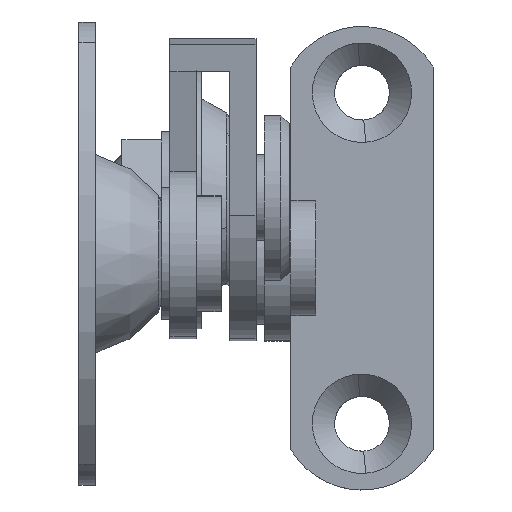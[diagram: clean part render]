
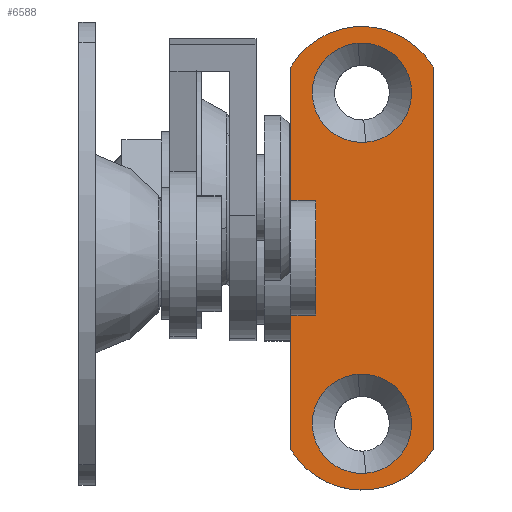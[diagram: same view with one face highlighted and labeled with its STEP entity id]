
A CAD part, top view. The second image highlights one B-rep face of the part: STEP entity #6588.
In plain terms, the highlighted free-form (B-spline) face has degree [1, 1] with [2, 2] control points.
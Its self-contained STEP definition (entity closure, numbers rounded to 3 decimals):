
#5483=CARTESIAN_POINT('',(11.365,9.491,-81.));
#5484=VERTEX_POINT('',#5483);
#5490=CARTESIAN_POINT('',(8.6,6.5,-81.));
#5491=VERTEX_POINT('',#5490);
#5492=CARTESIAN_POINT('',(8.6,6.5,-81.));
#5493=CARTESIAN_POINT('',(8.6,9.273,-81.));
#5494=CARTESIAN_POINT('',(11.365,9.491,-81.));
#5502=(BOUNDED_CURVE()B_SPLINE_CURVE(2,(#5492,#5493,#5494),.UNSPECIFIED.,.F.,.U.)B_SPLINE_CURVE_WITH_KNOTS((3,3),(0.0,0.236),.UNSPECIFIED.)CURVE()GEOMETRIC_REPRESENTATION_ITEM()RATIONAL_B_SPLINE_CURVE((1.0,0.723,0.97))REPRESENTATION_ITEM(''));
#5503=EDGE_CURVE('',#5491,#5484,#5502,.T.);
#5505=CARTESIAN_POINT('',(11.835,3.509,-81.));
#5506=VERTEX_POINT('',#5505);
#5507=CARTESIAN_POINT('',(11.835,3.509,-81.));
#5508=CARTESIAN_POINT('',(11.718,3.5,-81.));
#5509=CARTESIAN_POINT('',(11.6,3.5,-81.));
#5510=CARTESIAN_POINT('',(8.6,3.5,-81.));
#5511=CARTESIAN_POINT('',(8.6,6.5,-81.));
#5519=(BOUNDED_CURVE()B_SPLINE_CURVE(2,(#5507,#5508,#5509,#5510,#5511),.UNSPECIFIED.,.F.,.U.)B_SPLINE_CURVE_WITH_KNOTS((3,2,3),(0.736,0.75,1.0),.UNSPECIFIED.)CURVE()GEOMETRIC_REPRESENTATION_ITEM()RATIONAL_B_SPLINE_CURVE((0.97,0.984,1.0,0.707,1.0))REPRESENTATION_ITEM(''));
#5520=EDGE_CURVE('',#5506,#5491,#5519,.T.);
#5557=CARTESIAN_POINT('',(14.6,6.5,-81.));
#5558=VERTEX_POINT('',#5557);
#5559=CARTESIAN_POINT('',(14.6,6.5,-81.));
#5560=CARTESIAN_POINT('',(14.6,3.727,-81.));
#5561=CARTESIAN_POINT('',(11.835,3.509,-81.));
#5569=(BOUNDED_CURVE()B_SPLINE_CURVE(2,(#5559,#5560,#5561),.UNSPECIFIED.,.F.,.U.)B_SPLINE_CURVE_WITH_KNOTS((3,3),(0.5,0.736),.UNSPECIFIED.)CURVE()GEOMETRIC_REPRESENTATION_ITEM()RATIONAL_B_SPLINE_CURVE((1.0,0.723,0.97))REPRESENTATION_ITEM(''));
#5570=EDGE_CURVE('',#5558,#5506,#5569,.T.);
#5572=CARTESIAN_POINT('',(11.365,9.491,-81.));
#5573=CARTESIAN_POINT('',(11.482,9.5,-81.));
#5574=CARTESIAN_POINT('',(11.6,9.5,-81.));
#5575=CARTESIAN_POINT('',(14.6,9.5,-81.));
#5576=CARTESIAN_POINT('',(14.6,6.5,-81.));
#5584=(BOUNDED_CURVE()B_SPLINE_CURVE(2,(#5572,#5573,#5574,#5575,#5576),.UNSPECIFIED.,.F.,.U.)B_SPLINE_CURVE_WITH_KNOTS((3,2,3),(0.236,0.25,0.5),.UNSPECIFIED.)CURVE()GEOMETRIC_REPRESENTATION_ITEM()RATIONAL_B_SPLINE_CURVE((0.97,0.984,1.0,0.707,1.0))REPRESENTATION_ITEM(''));
#5585=EDGE_CURVE('',#5484,#5558,#5584,.T.);
#5811=CARTESIAN_POINT('',(11.365,-10.509,-81.));
#5812=VERTEX_POINT('',#5811);
#5818=CARTESIAN_POINT('',(8.6,-13.5,-81.));
#5819=VERTEX_POINT('',#5818);
#5820=CARTESIAN_POINT('',(8.6,-13.5,-81.));
#5821=CARTESIAN_POINT('',(8.6,-10.727,-81.));
#5822=CARTESIAN_POINT('',(11.365,-10.509,-81.));
#5830=(BOUNDED_CURVE()B_SPLINE_CURVE(2,(#5820,#5821,#5822),.UNSPECIFIED.,.F.,.U.)B_SPLINE_CURVE_WITH_KNOTS((3,3),(0.0,0.236),.UNSPECIFIED.)CURVE()GEOMETRIC_REPRESENTATION_ITEM()RATIONAL_B_SPLINE_CURVE((1.0,0.723,0.97))REPRESENTATION_ITEM(''));
#5831=EDGE_CURVE('',#5819,#5812,#5830,.T.);
#5833=CARTESIAN_POINT('',(11.835,-16.491,-81.));
#5834=VERTEX_POINT('',#5833);
#5835=CARTESIAN_POINT('',(11.835,-16.491,-81.));
#5836=CARTESIAN_POINT('',(11.718,-16.5,-81.));
#5837=CARTESIAN_POINT('',(11.6,-16.5,-81.));
#5838=CARTESIAN_POINT('',(8.6,-16.5,-81.));
#5839=CARTESIAN_POINT('',(8.6,-13.5,-81.));
#5847=(BOUNDED_CURVE()B_SPLINE_CURVE(2,(#5835,#5836,#5837,#5838,#5839),.UNSPECIFIED.,.F.,.U.)B_SPLINE_CURVE_WITH_KNOTS((3,2,3),(0.736,0.75,1.0),.UNSPECIFIED.)CURVE()GEOMETRIC_REPRESENTATION_ITEM()RATIONAL_B_SPLINE_CURVE((0.97,0.984,1.0,0.707,1.0))REPRESENTATION_ITEM(''));
#5848=EDGE_CURVE('',#5834,#5819,#5847,.T.);
#5885=CARTESIAN_POINT('',(14.6,-13.5,-81.));
#5886=VERTEX_POINT('',#5885);
#5887=CARTESIAN_POINT('',(14.6,-13.5,-81.));
#5888=CARTESIAN_POINT('',(14.6,-16.273,-81.));
#5889=CARTESIAN_POINT('',(11.835,-16.491,-81.));
#5897=(BOUNDED_CURVE()B_SPLINE_CURVE(2,(#5887,#5888,#5889),.UNSPECIFIED.,.F.,.U.)B_SPLINE_CURVE_WITH_KNOTS((3,3),(0.5,0.736),.UNSPECIFIED.)CURVE()GEOMETRIC_REPRESENTATION_ITEM()RATIONAL_B_SPLINE_CURVE((1.0,0.723,0.97))REPRESENTATION_ITEM(''));
#5898=EDGE_CURVE('',#5886,#5834,#5897,.T.);
#5900=CARTESIAN_POINT('',(11.365,-10.509,-81.));
#5901=CARTESIAN_POINT('',(11.482,-10.5,-81.));
#5902=CARTESIAN_POINT('',(11.6,-10.5,-81.));
#5903=CARTESIAN_POINT('',(14.6,-10.5,-81.));
#5904=CARTESIAN_POINT('',(14.6,-13.5,-81.));
#5912=(BOUNDED_CURVE()B_SPLINE_CURVE(2,(#5900,#5901,#5902,#5903,#5904),.UNSPECIFIED.,.F.,.U.)B_SPLINE_CURVE_WITH_KNOTS((3,2,3),(0.236,0.25,0.5),.UNSPECIFIED.)CURVE()GEOMETRIC_REPRESENTATION_ITEM()RATIONAL_B_SPLINE_CURVE((0.97,0.984,1.0,0.707,1.0))REPRESENTATION_ITEM(''));
#5913=EDGE_CURVE('',#5812,#5886,#5912,.T.);
#6233=CARTESIAN_POINT('',(7.3,1.5,-81.));
#6234=VERTEX_POINT('',#6233);
#6262=CARTESIAN_POINT('',(7.3,-8.5,-81.));
#6263=VERTEX_POINT('',#6262);
#6328=CARTESIAN_POINT('',(7.3,1.5,-81.));
#6329=CARTESIAN_POINT('',(7.3,-8.5,-81.));
#6330=QUASI_UNIFORM_CURVE('',1,(#6328,#6329),.UNSPECIFIED.,.F.,.U.);
#6331=EDGE_CURVE('',#6234,#6263,#6330,.T.);
#6378=CARTESIAN_POINT('',(7.3,8.051,-81.));
#6379=VERTEX_POINT('',#6378);
#6385=CARTESIAN_POINT('',(15.9,8.051,-81.));
#6386=VERTEX_POINT('',#6385);
#6387=CARTESIAN_POINT('',(7.3,8.051,-81.));
#6388=CARTESIAN_POINT('',(8.753,10.5,-81.));
#6389=CARTESIAN_POINT('',(11.6,10.5,-81.));
#6390=CARTESIAN_POINT('',(14.447,10.5,-81.));
#6391=CARTESIAN_POINT('',(15.9,8.051,-81.));
#6399=(BOUNDED_CURVE()B_SPLINE_CURVE(2,(#6387,#6388,#6389,#6390,#6391),.UNSPECIFIED.,.F.,.U.)B_SPLINE_CURVE_WITH_KNOTS((3,2,3),(0.0,0.5,1.0),.UNSPECIFIED.)CURVE()GEOMETRIC_REPRESENTATION_ITEM()RATIONAL_B_SPLINE_CURVE((1.0,0.869,1.0,0.869,1.0))REPRESENTATION_ITEM(''));
#6400=EDGE_CURVE('',#6379,#6386,#6399,.T.);
#6423=CARTESIAN_POINT('',(15.9,-15.052,-81.));
#6424=VERTEX_POINT('',#6423);
#6425=CARTESIAN_POINT('',(15.9,-15.052,-81.));
#6426=CARTESIAN_POINT('',(15.9,8.051,-81.));
#6427=QUASI_UNIFORM_CURVE('',1,(#6425,#6426),.UNSPECIFIED.,.F.,.U.);
#6428=EDGE_CURVE('',#6424,#6386,#6427,.T.);
#6470=CARTESIAN_POINT('',(7.3,-15.051,-81.));
#6471=VERTEX_POINT('',#6470);
#6472=CARTESIAN_POINT('',(15.9,-15.052,-81.));
#6473=CARTESIAN_POINT('',(14.447,-17.5,-81.));
#6474=CARTESIAN_POINT('',(11.6,-17.5,-81.));
#6475=CARTESIAN_POINT('',(8.753,-17.5,-81.));
#6476=CARTESIAN_POINT('',(7.3,-15.051,-81.));
#6484=(BOUNDED_CURVE()B_SPLINE_CURVE(2,(#6472,#6473,#6474,#6475,#6476),.UNSPECIFIED.,.F.,.U.)B_SPLINE_CURVE_WITH_KNOTS((3,2,3),(0.0,0.5,1.0),.UNSPECIFIED.)CURVE()GEOMETRIC_REPRESENTATION_ITEM()RATIONAL_B_SPLINE_CURVE((1.0,0.869,1.0,0.869,1.0))REPRESENTATION_ITEM(''));
#6485=EDGE_CURVE('',#6424,#6471,#6484,.T.);
#6506=CARTESIAN_POINT('',(7.3,8.051,-81.));
#6507=CARTESIAN_POINT('',(7.3,1.5,-81.));
#6508=QUASI_UNIFORM_CURVE('',1,(#6506,#6507),.UNSPECIFIED.,.F.,.U.);
#6509=EDGE_CURVE('',#6379,#6234,#6508,.T.);
#6520=CARTESIAN_POINT('',(7.3,-8.5,-81.));
#6521=CARTESIAN_POINT('',(7.3,-15.051,-81.));
#6522=QUASI_UNIFORM_CURVE('',1,(#6520,#6521),.UNSPECIFIED.,.F.,.U.);
#6523=EDGE_CURVE('',#6263,#6471,#6522,.T.);
#6563=CARTESIAN_POINT('',(6.87,-18.899,-81.));
#6564=CARTESIAN_POINT('',(16.33,-18.899,-81.));
#6565=CARTESIAN_POINT('',(6.87,11.899,-81.));
#6566=CARTESIAN_POINT('',(16.33,11.899,-81.));
#6567=B_SPLINE_SURFACE_WITH_KNOTS('',1,1,((#6563,#6565),(#6564,#6566)),.UNSPECIFIED.,.F.,.F.,.U.,(2,2),(2,2),(0.0,9.459),(0.0,30.797),.UNSPECIFIED.);
#6568=ORIENTED_EDGE('',*,*,#6509,.T.);
#6569=ORIENTED_EDGE('',*,*,#6331,.T.);
#6570=ORIENTED_EDGE('',*,*,#6523,.T.);
#6571=ORIENTED_EDGE('',*,*,#6485,.F.);
#6572=ORIENTED_EDGE('',*,*,#6428,.T.);
#6573=ORIENTED_EDGE('',*,*,#6400,.F.);
#6574=EDGE_LOOP('',(#6568,#6569,#6570,#6571,#6572,#6573));
#6575=FACE_OUTER_BOUND('',#6574,.T.);
#6576=ORIENTED_EDGE('',*,*,#5898,.T.);
#6577=ORIENTED_EDGE('',*,*,#5848,.T.);
#6578=ORIENTED_EDGE('',*,*,#5831,.T.);
#6579=ORIENTED_EDGE('',*,*,#5913,.T.);
#6580=EDGE_LOOP('',(#6576,#6577,#6578,#6579));
#6581=FACE_BOUND('',#6580,.T.);
#6582=ORIENTED_EDGE('',*,*,#5570,.T.);
#6583=ORIENTED_EDGE('',*,*,#5520,.T.);
#6584=ORIENTED_EDGE('',*,*,#5503,.T.);
#6585=ORIENTED_EDGE('',*,*,#5585,.T.);
#6586=EDGE_LOOP('',(#6582,#6583,#6584,#6585));
#6587=FACE_BOUND('',#6586,.T.);
#6588=ADVANCED_FACE('',(#6575,#6581,#6587),#6567,.T.);
